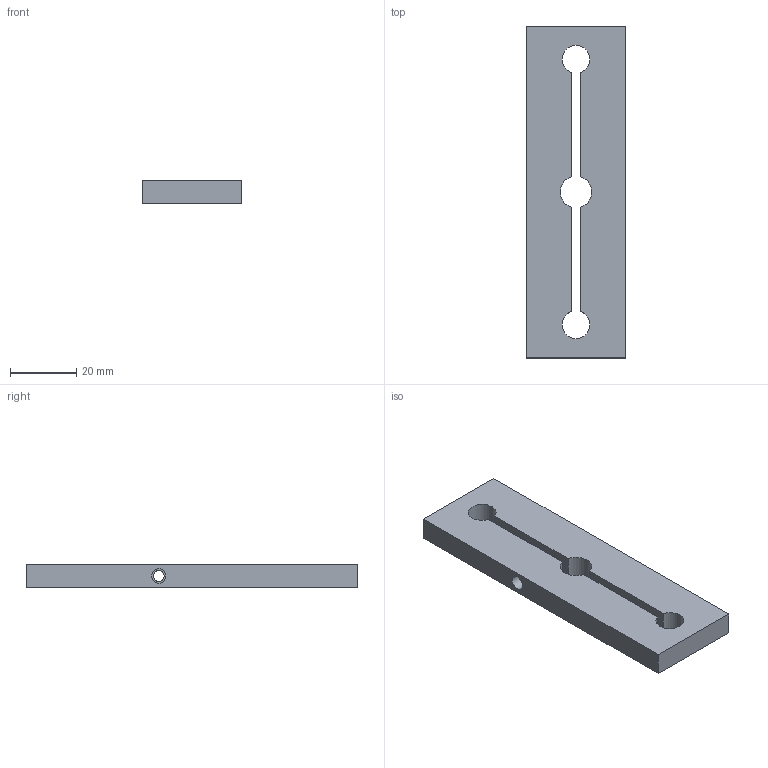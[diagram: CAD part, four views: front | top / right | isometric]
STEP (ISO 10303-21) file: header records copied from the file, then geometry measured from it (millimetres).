
FILE_DESCRIPTION(/* description */ (''),/* implementation_level */ '2;1');
FILE_NAME(/* name */ 'GSE-1201-030-001-A (Clampe pivot intérieure).stp',/* time_stamp */ '2019-10-24T11:45:28+02:00',/* author */ ('louis.petitjean'),/* organization */ ('EXOTRAIL'),/* preprocessor_version */ 'ST-DEVELOPER v18',/* originating_system */ 'Autodesk Inventor 2020',/* authorisation */ '');
FILE_SCHEMA (('AUTOMOTIVE_DESIGN { 1 0 10303 214 3 1 1 }'));
Length unit declared in the file: millimetre
Products named in the file (1): GSE-1201-030-001-A
Bounding box: 30 x 100 x 7 mm (x, y, z)
Volume: 18321.6 mm3; surface area: 8811.5 mm2
Topology: 1 solids, 1 shells, 16 faces, 44 edges, 30 vertices
Faces by surface type: plane 10, cylinder 6
Full cylindrical faces by diameter (mm): 3.242 x1, 4.3 x1
Entity records: 571 total; most frequent: DIRECTION 92, CARTESIAN_POINT 91, ORIENTED_EDGE 88, EDGE_CURVE 44, AXIS2_PLACEMENT_3D 31, LINE 30, VECTOR 30, VERTEX_POINT 30
